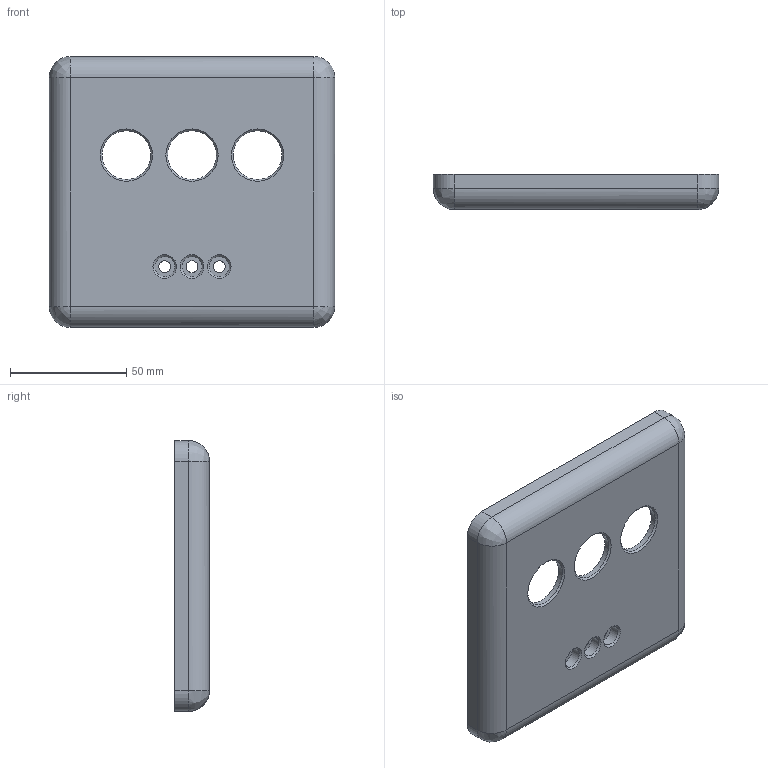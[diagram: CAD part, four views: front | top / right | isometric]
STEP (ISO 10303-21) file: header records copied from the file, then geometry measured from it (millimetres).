
FILE_DESCRIPTION(/* description */ (''),/* implementation_level */ '2;1');
FILE_NAME(/* name */ 'ellipsis_rev2_bottom_screwable.step',/* time_stamp */ '2020-11-13T18:10:42+01:00',/* author */ (''),/* organization */ (''),/* preprocessor_version */ 'ST-DEVELOPER v18.1',/* originating_system */ 'Autodesk Translation Framework v9.3.0.1241',/* authorisation */ '');
FILE_SCHEMA (('AUTOMOTIVE_DESIGN { 1 0 10303 214 3 1 1 }'));
Length unit declared in the file: millimetre
Products named in the file (1): bottom2
Bounding box: 122.8 x 15 x 116.54 mm (x, y, z)
Volume: 62038.1 mm3; surface area: 37929 mm2
Topology: 1 solids, 1 shells, 107 faces, 240 edges, 138 vertices
Faces by surface type: cylinder 50, plane 33, bspline 18, cone 6
Full cylindrical faces by diameter (mm): 2 x6, 5 x6, 5.1 x3, 8.7 x3, 21 x3
Entity records: 3434 total; most frequent: CARTESIAN_POINT 1052, DIRECTION 518, ORIENTED_EDGE 444, EDGE_CURVE 222, AXIS2_PLACEMENT_3D 208, EDGE_LOOP 140, VERTEX_POINT 138, FACE_OUTER_BOUND 107
